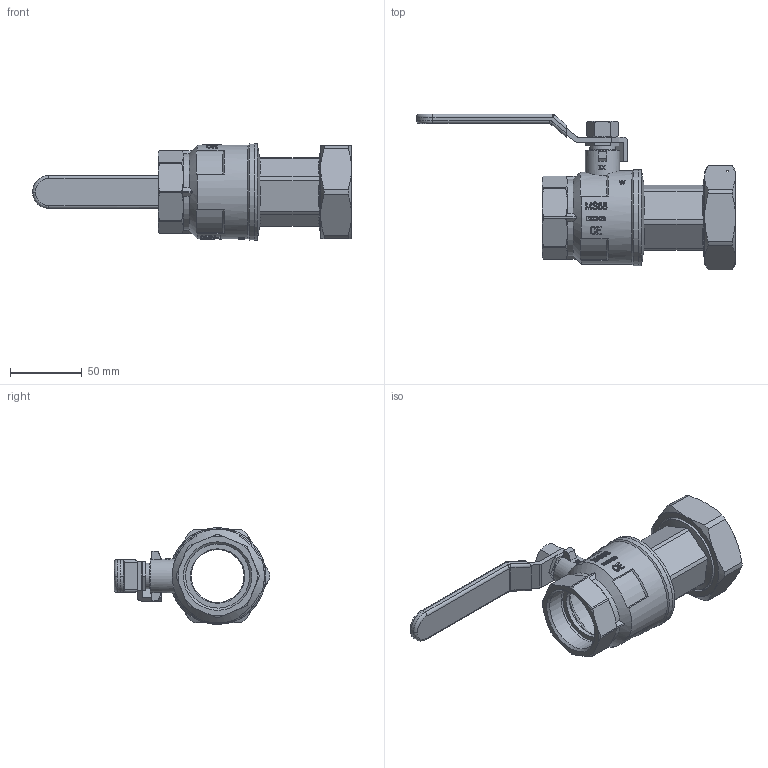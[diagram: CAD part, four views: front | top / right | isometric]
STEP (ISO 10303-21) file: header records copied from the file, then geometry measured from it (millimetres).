
FILE_DESCRIPTION(/* description */ ('Unknown'),/* implementation_level */ '2;1');
FILE_NAME(/* name */ '708-89',/* time_stamp */ '2022-07-22T09:26:13+02:00',/* author */ ('Unknown'),/* organization */ ('Unknown'),/* preprocessor_version */ 'ST-DEVELOPER v16.7',/* originating_system */ 'Solid Edge',/* authorisation */ 'Unknown');
FILE_SCHEMA (('AUTOMOTIVE_DESIGN {1 0 10303 214 3 1 1}'));
Products named in the file (19): 708-89_neu; 708-89_oa_0; 708-2_Zus._oa_1; 600-1_1_2-kvrper; 708-2-Einschraubteil; Überwurfmutter-Sperrring; Speerring; _berwurfmutter; 600.1_1_2-Spindel-co; 600-1_1_2-Spindel; 600-1_1_2-stopfbuchse; 600-1_1_2-Spindeldichtung; 600-1_1_2-O-Ring; Stahlgriff 1 1_4 - 1 1_2; Stahl-Griff-Ummantelung-1_1_4-1_1_2; Stahl-Griff-1_1_4-1_1_2; 600-1_1_4-Mutter-st.g; 600-1_1_4-Mutter-st.g.; 97000077_56,5x44x2 - 1_2
Assembly tree (18 placements, depth 5):
  708-89_neu
    708-89_oa_0
      708-2_Zus._oa_1
        600-1_1_2-kvrper
        708-2-Einschraubteil
        Überwurfmutter-Sperrring
          Speerring
          _berwurfmutter
      600.1_1_2-Spindel-co
        600-1_1_2-Spindel
        600-1_1_2-stopfbuchse
        600-1_1_2-Spindeldichtung
        600-1_1_2-O-Ring
    Stahlgriff 1 1_4 - 1 1_2
      Stahl-Griff-Ummantelung-1_1_4-1_1_2
      Stahl-Griff-1_1_4-1_1_2
    600-1_1_4-Mutter-st.g
      600-1_1_4-Mutter-st.g.
    97000077_56,5x44x2 - 1_2
Bounding box: 223 x 108.79 x 67.42 mm (x, y, z)
Volume: 150537.5 mm3; surface area: 94160.2 mm2
Topology: 12 solids, 12 shells, 1369 faces, 3793 edges, 2518 vertices
Faces by surface type: plane 1151, cylinder 137, cone 66, bspline 10, torus 3, sphere 2
Full cylindrical faces by diameter (mm): 1.5 x1, 10.2 x1, 10.8 x1, 14 x2, 14.1 x2, 14.5 x1, 15 x1, 16 x1, 18 x1, 18.3 x1, 18.38 x1, 18.398 x1, 20 x1, 24 x1, 37 x1, 38 x1, 44 x1, 44.845 x1, 44.865 x1, 48 x2, 54 x1, 56.5 x1, 56.6 x1, 56.656 x1, 56.7 x2, 59.5 x2, 61 x2, 61.5 x1, 65.5 x1, 67.5 x2
Entity records: 57532 total; most frequent: CARTESIAN_POINT 12569, DIRECTION 8357, ORIENTED_EDGE 7414, EDGE_CURVE 3707, AXIS2_PLACEMENT_3D 3412, VERTEX_POINT 2498, ELLIPSE 1596, LINE 1533
